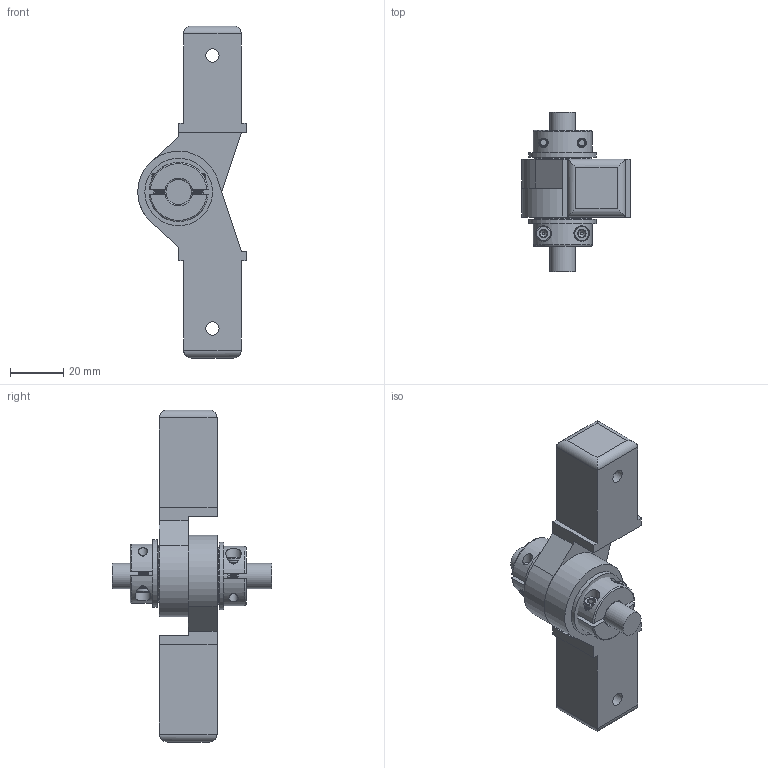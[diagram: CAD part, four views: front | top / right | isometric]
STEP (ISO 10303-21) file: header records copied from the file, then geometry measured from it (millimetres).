
FILE_DESCRIPTION(/* description */ (''),/* implementation_level */ '2;1');
FILE_NAME(/* name */ 'AA Climb Insert v2.step',/* time_stamp */ '2024-01-15T22:13:37-06:00',/* author */ (''),/* organization */ (''),/* preprocessor_version */ 'ST-DEVELOPER v20',/* originating_system */ 'Autodesk Translation Framework v12.14.0.127',/* authorisation */ '');
FILE_SCHEMA (('AUTOMOTIVE_DESIGN { 1 0 10303 214 3 1 1 }'));
Length unit declared in the file: millimetre
Products named in the file (5): AA Climb Insert; 6384K344_Ball Bearing; Climber Insert 1; 1346K11_Rotary Shaft; 6436K13_Clamping Two-Piece Shaft Collar
Assembly tree (7 placements, depth 2):
  AA Climb Insert
    6384K344_Ball Bearing  x2
    Climber Insert 1  x2
    1346K11_Rotary Shaft
    6436K13_Clamping Two-Piece Shaft Collar  x2
Bounding box: 40.76 x 59.8 x 124.78 mm (x, y, z)
Volume: 65669 mm3; surface area: 32218.2 mm2
Topology: 45 solids, 45 shells, 1007 faces, 2725 edges, 1782 vertices
Faces by surface type: plane 650, cylinder 243, cone 56, torus 26, sphere 24, bspline 8
Full cylindrical faces by diameter (mm): 2.474 x44, 3.505 x48, 5 x2, 5.74 x2, 5.867 x4, 9.525 x3, 9.847 x4, 10.917 x2, 11.394 x2, 11.913 x4, 12.866 x2, 13.107 x4, 18.643 x8, 21.352 x2, 22.225 x2, 22.625 x2, 25.4 x2
Entity records: 20057 total; most frequent: CARTESIAN_POINT 7331, ORIENTED_EDGE 2680, DIRECTION 2539, EDGE_CURVE 1340, VERTEX_POINT 892, LINE 865, VECTOR 865, AXIS2_PLACEMENT_3D 837
